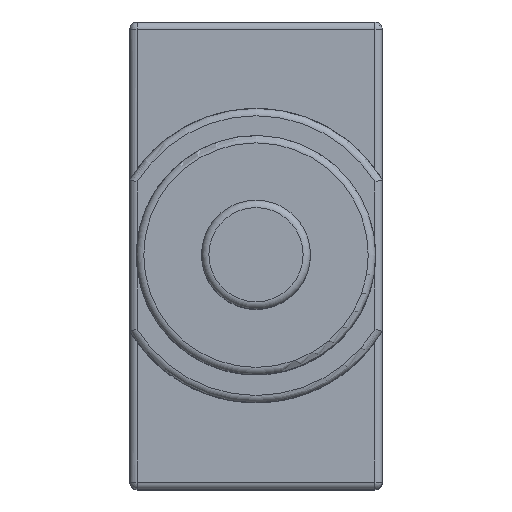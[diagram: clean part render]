
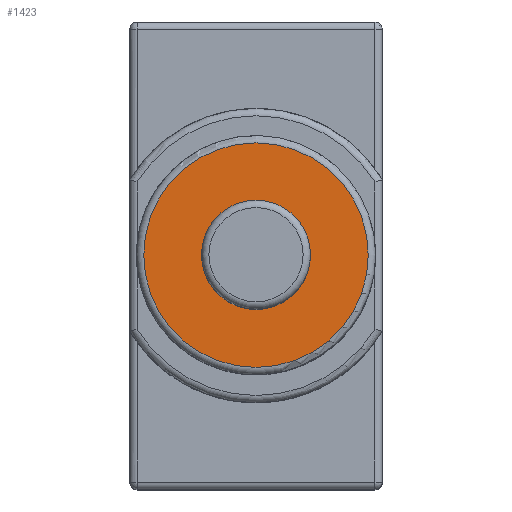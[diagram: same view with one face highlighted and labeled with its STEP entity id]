
A CAD part, top view. The second image highlights one B-rep face of the part: STEP entity #1423.
In plain terms, the highlighted planar face has unit normal (0, 0, 1).
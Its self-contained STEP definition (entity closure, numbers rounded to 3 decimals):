
#1307=CARTESIAN_POINT('',(4.91,6.35,9.19));
#1308=VERTEX_POINT('',#1307);
#1309=CARTESIAN_POINT('',(3.43,6.35,9.19));
#1310=DIRECTION('',(0.0,0.0,1.0));
#1311=DIRECTION('',(-1.0,0.0,0.0));
#1312=AXIS2_PLACEMENT_3D('',#1309,#1310,#1311);
#1313=CIRCLE('',#1312,1.48);
#1314=EDGE_CURVE('',#1308,#1308,#1313,.T.);
#1336=CARTESIAN_POINT('',(6.48,6.35,9.19));
#1337=VERTEX_POINT('',#1336);
#1338=CARTESIAN_POINT('',(3.43,6.35,9.19));
#1339=DIRECTION('',(0.0,0.0,-1.0));
#1340=DIRECTION('',(-1.0,0.0,0.0));
#1341=AXIS2_PLACEMENT_3D('',#1338,#1339,#1340);
#1342=CIRCLE('',#1341,3.05);
#1343=EDGE_CURVE('',#1337,#1337,#1342,.T.);
#1412=CARTESIAN_POINT('',(3.43,6.35,9.19));
#1413=DIRECTION('',(0.0,0.0,-1.0));
#1414=DIRECTION('',(-1.0,0.0,0.0));
#1415=AXIS2_PLACEMENT_3D('',#1412,#1413,#1414);
#1416=PLANE('',#1415);
#1417=ORIENTED_EDGE('',*,*,#1343,.F.);
#1418=EDGE_LOOP('',(#1417));
#1419=FACE_OUTER_BOUND('',#1418,.T.);
#1420=ORIENTED_EDGE('',*,*,#1314,.F.);
#1421=EDGE_LOOP('',(#1420));
#1422=FACE_BOUND('',#1421,.T.);
#1423=ADVANCED_FACE('',(#1419,#1422),#1416,.F.);
